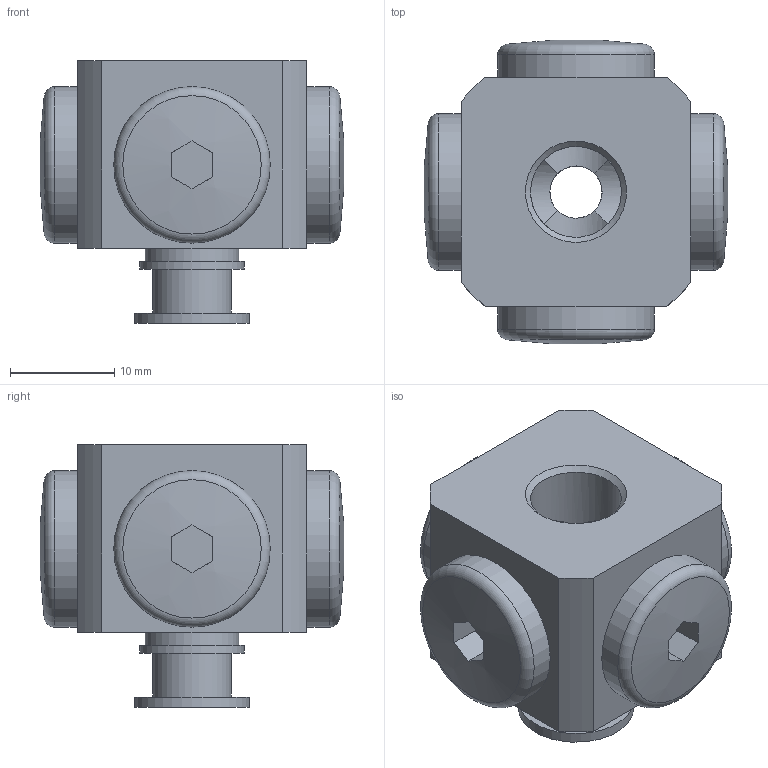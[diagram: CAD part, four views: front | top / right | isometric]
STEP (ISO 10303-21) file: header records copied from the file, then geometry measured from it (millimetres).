
FILE_DESCRIPTION( ( '' ), '1' );
FILE_NAME( '0107596.stp', '2002-09-24T07:31:46', ( 'Andreas Norlén' ), ( 'PIAB AB' ), 'XStep 1.0', 'SolidEdge', ' ' );
FILE_SCHEMA( ( 'CONFIG_CONTROL_DESIGN' ) );
Length unit declared in the file: millimetre
Products named in the file (1): 1
Bounding box: 29.12 x 29.12 x 25.2 mm (x, y, z)
Volume: 9601.2 mm3; surface area: 4228.9 mm2
Topology: 1 solids, 1 shells, 71 faces, 163 edges, 107 vertices
Faces by surface type: plane 43, cylinder 19, torus 4, sphere 4, cone 1
Full cylindrical faces by diameter (mm): 5 x1, 6 x1, 7.5 x1, 8.7 x5, 9 x1, 10 x1, 11 x1, 15 x4
Entity records: 1972 total; most frequent: CARTESIAN_POINT 370, DIRECTION 346, ORIENTED_EDGE 274, AXIS2_PLACEMENT_3D 141, EDGE_CURVE 137, EDGE_LOOP 106, VERTEX_POINT 101, FACE_OUTER_BOUND 94
